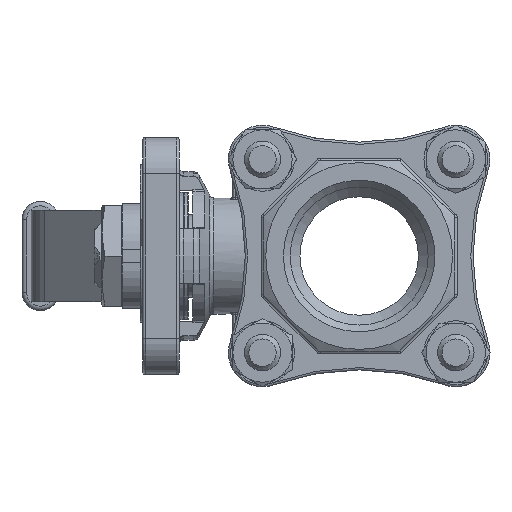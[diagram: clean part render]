
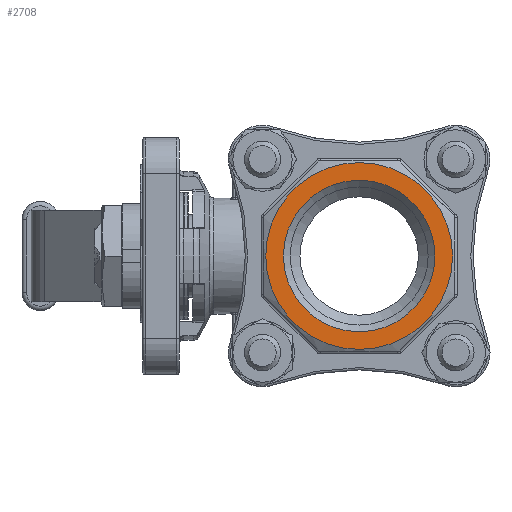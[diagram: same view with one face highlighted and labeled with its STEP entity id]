
A CAD part, left-side view. The second image highlights one B-rep face of the part: STEP entity #2708.
In plain terms, the highlighted planar face has unit normal (-1, 0, 0).
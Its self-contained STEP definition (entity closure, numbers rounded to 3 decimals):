
#1355 = EDGE_LOOP ( 'NONE', ( #24985 ) ) ;
#2708 = ADVANCED_FACE ( 'NONE', ( #48588, #12382 ), #12896, .F. ) ;
#6655 = DIRECTION ( 'NONE',  ( -1., 0., 0. ) ) ;
#7214 = EDGE_LOOP ( 'NONE', ( #46653 ) ) ;
#8238 = CARTESIAN_POINT ( 'NONE',  ( -45., 0., 0. ) ) ;
#8520 = VERTEX_POINT ( 'NONE', #39728 ) ;
#9442 = EDGE_CURVE ( 'NONE', #8520, #8520, #9449, .T. ) ;
#9449 = CIRCLE ( 'NONE', #38752, 20.5 ) ;
#10860 = CIRCLE ( 'NONE', #39314, 16.625 ) ;
#12382 = FACE_OUTER_BOUND ( 'NONE', #7214, .T. ) ;
#12896 = PLANE ( 'NONE',  #24432 ) ;
#18433 = VERTEX_POINT ( 'NONE', #47298 ) ;
#18974 = CARTESIAN_POINT ( 'NONE',  ( -45., 0., 0. ) ) ;
#21266 = DIRECTION ( 'NONE',  ( 1., 0., 0. ) ) ;
#23932 = DIRECTION ( 'NONE',  ( -1., 0., 0. ) ) ;
#24432 = AXIS2_PLACEMENT_3D ( 'NONE', #33070, #21266, #28627 ) ;
#24985 = ORIENTED_EDGE ( 'NONE', *, *, #46156, .F. ) ;
#28627 = DIRECTION ( 'NONE',  ( 0., 0., 1. ) ) ;
#33070 = CARTESIAN_POINT ( 'NONE',  ( -45., 0., 0. ) ) ;
#36005 = DIRECTION ( 'NONE',  ( 0., 0., 1. ) ) ;
#38631 = DIRECTION ( 'NONE',  ( 0., -1., 0. ) ) ;
#38752 = AXIS2_PLACEMENT_3D ( 'NONE', #8238, #23932, #36005 ) ;
#39314 = AXIS2_PLACEMENT_3D ( 'NONE', #18974, #6655, #38631 ) ;
#39728 = CARTESIAN_POINT ( 'NONE',  ( -45., 0., 20.5 ) ) ;
#46156 = EDGE_CURVE ( 'NONE', #18433, #18433, #10860, .T. ) ;
#46653 = ORIENTED_EDGE ( 'NONE', *, *, #9442, .T. ) ;
#47298 = CARTESIAN_POINT ( 'NONE',  ( -45., -16.625, 0. ) ) ;
#48588 = FACE_BOUND ( 'NONE', #1355, .T. ) ;
